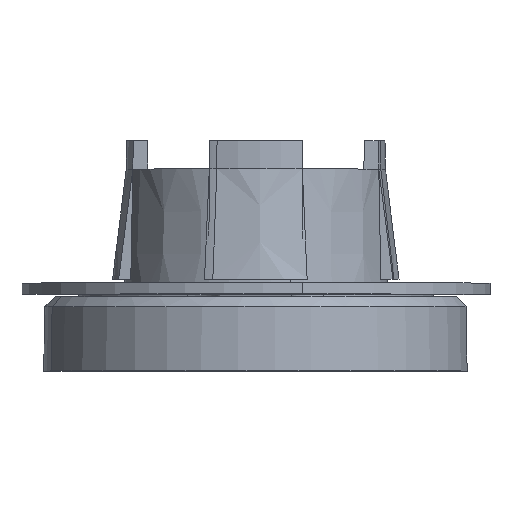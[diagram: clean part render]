
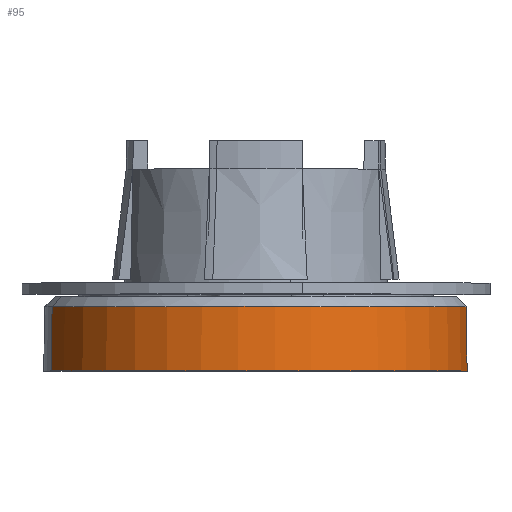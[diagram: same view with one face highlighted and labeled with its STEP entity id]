
A CAD part, top view. The second image highlights one B-rep face of the part: STEP entity #95.
In plain terms, the highlighted conical face has half-angle 1 degrees and reference radius 18.982 mm.
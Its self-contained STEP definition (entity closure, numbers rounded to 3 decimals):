
#95=ADVANCED_FACE('',(#241),#242,.T.);
#241=FACE_OUTER_BOUND('',#441,.T.);
#242=CONICAL_SURFACE('',#442,18.982,0.017);
#441=EDGE_LOOP('',(#679,#680,#681,#682));
#442=AXIS2_PLACEMENT_3D('',#683,#684,#685);
#679=ORIENTED_EDGE('',*,*,#1273,.F.);
#680=ORIENTED_EDGE('',*,*,#1274,.F.);
#681=ORIENTED_EDGE('',*,*,#1275,.F.);
#682=ORIENTED_EDGE('',*,*,#1276,.T.);
#683=CARTESIAN_POINT('',(0.0,-6.167,0.));
#684=DIRECTION('',(-0.0,-1.0,-0.0));
#685=DIRECTION('',(0.965,0.0,-0.261));
#1273=EDGE_CURVE('',#1589,#1590,#1591,.T.);
#1274=EDGE_CURVE('',#1592,#1589,#1593,.T.);
#1275=EDGE_CURVE('',#1594,#1592,#1595,.T.);
#1276=EDGE_CURVE('',#1594,#1590,#1596,.T.);
#1589=VERTEX_POINT('',#2176);
#1590=VERTEX_POINT('',#2177);
#1591=LINE('',#2178,#2179);
#1592=VERTEX_POINT('',#2180);
#1593=CIRCLE('',#2181,18.89);
#1594=VERTEX_POINT('',#2182);
#1595=LINE('',#2183,#2184);
#1596=CIRCLE('',#2185,18.99);
#2176=CARTESIAN_POINT('',(18.236,-0.9,-4.927));
#2177=CARTESIAN_POINT('',(18.333,-6.65,-4.953));
#2178=CARTESIAN_POINT('',(18.324,-6.167,-4.951));
#2179=VECTOR('',#2700,1.0);
#2180=CARTESIAN_POINT('',(-18.236,-0.9,4.927));
#2181=AXIS2_PLACEMENT_3D('',#2701,#2702,#2703);
#2182=CARTESIAN_POINT('',(-18.333,-6.65,4.953));
#2183=CARTESIAN_POINT('',(-18.324,-6.167,4.951));
#2184=VECTOR('',#2704,1.0);
#2185=AXIS2_PLACEMENT_3D('',#2705,#2706,#2707);
#2700=DIRECTION('',(0.017,-1.,-0.005));
#2701=CARTESIAN_POINT('',(0.0,-0.9,0.0));
#2702=DIRECTION('',(0.0,1.0,0.0));
#2703=DIRECTION('',(-1.0,0.0,0.0));
#2704=DIRECTION('',(0.017,1.,-0.005));
#2705=CARTESIAN_POINT('',(0.0,-6.65,0.0));
#2706=DIRECTION('',(-0.0,1.0,0.0));
#2707=DIRECTION('',(1.0,0.0,0.0));
